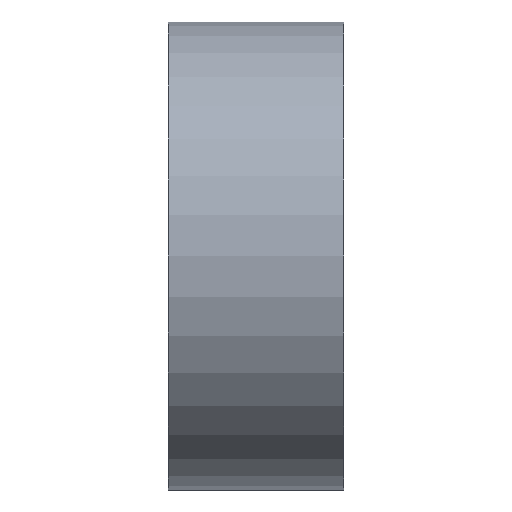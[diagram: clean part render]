
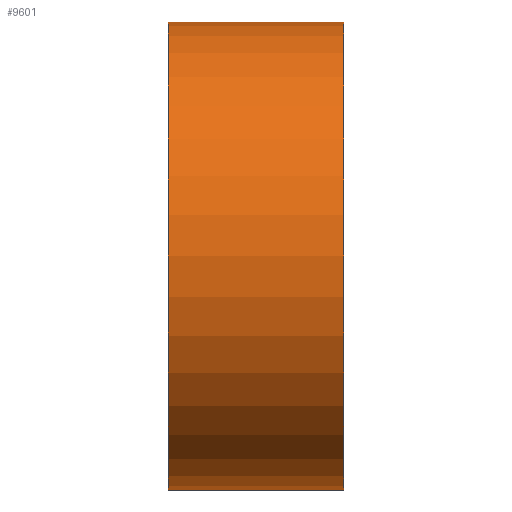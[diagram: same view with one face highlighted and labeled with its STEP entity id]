
A CAD part, left-side view. The second image highlights one B-rep face of the part: STEP entity #9601.
In plain terms, the highlighted cylindrical face has radius 15.975 mm (diameter 31.95 mm), a partial arc.
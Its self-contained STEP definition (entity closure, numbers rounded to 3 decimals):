
#72 = VECTOR ( 'NONE', #12536, 1000. ) ;
#142 = DIRECTION ( 'NONE',  ( 0., 1., 0. ) ) ;
#879 = VERTEX_POINT ( 'NONE', #2740 ) ;
#882 = DIRECTION ( 'NONE',  ( 0., 0., 1. ) ) ;
#1157 = VECTOR ( 'NONE', #13058, 1000. ) ;
#1850 = ORIENTED_EDGE ( 'NONE', *, *, #12392, .T. ) ;
#2045 = CARTESIAN_POINT ( 'NONE',  ( 0., 6., -15.975 ) ) ;
#2545 = LINE ( 'NONE', #2045, #72 ) ;
#2715 = VERTEX_POINT ( 'NONE', #11356 ) ;
#2740 = CARTESIAN_POINT ( 'NONE',  ( 0., 6., -15.975 ) ) ;
#4801 = ORIENTED_EDGE ( 'NONE', *, *, #21916, .F. ) ;
#4825 = EDGE_CURVE ( 'NONE', #879, #20718, #2545, .T. ) ;
#5181 = AXIS2_PLACEMENT_3D ( 'NONE', #17031, #11542, #882 ) ;
#5814 = VERTEX_POINT ( 'NONE', #19995 ) ;
#6027 = AXIS2_PLACEMENT_3D ( 'NONE', #10457, #12407, #6908 ) ;
#6908 = DIRECTION ( 'NONE',  ( 0., 0., -1. ) ) ;
#8256 = ORIENTED_EDGE ( 'NONE', *, *, #4825, .T. ) ;
#8262 = CARTESIAN_POINT ( 'NONE',  ( 0., -6., -15.975 ) ) ;
#9601 = ADVANCED_FACE ( 'NONE', ( #18146 ), #15318, .T. ) ;
#10457 = CARTESIAN_POINT ( 'NONE',  ( 0., 6., 0. ) ) ;
#11199 = CIRCLE ( 'NONE', #14393, 15.975 ) ;
#11356 = CARTESIAN_POINT ( 'NONE',  ( 0., 6., 15.975 ) ) ;
#11542 = DIRECTION ( 'NONE',  ( 0., 1., 0. ) ) ;
#12392 = EDGE_CURVE ( 'NONE', #20718, #5814, #15122, .T. ) ;
#12407 = DIRECTION ( 'NONE',  ( 0., -1., 0. ) ) ;
#12536 = DIRECTION ( 'NONE',  ( 0., -1., 0. ) ) ;
#13058 = DIRECTION ( 'NONE',  ( 0., -1., 0. ) ) ;
#14393 = AXIS2_PLACEMENT_3D ( 'NONE', #21519, #142, #19475 ) ;
#14597 = EDGE_LOOP ( 'NONE', ( #4801, #21297, #8256, #1850 ) ) ;
#15122 = CIRCLE ( 'NONE', #5181, 15.975 ) ;
#15318 = CYLINDRICAL_SURFACE ( 'NONE', #6027, 15.975 ) ;
#17031 = CARTESIAN_POINT ( 'NONE',  ( 0., -6., 0. ) ) ;
#17203 = CARTESIAN_POINT ( 'NONE',  ( 0., 6., 15.975 ) ) ;
#17920 = LINE ( 'NONE', #17203, #1157 ) ;
#18146 = FACE_OUTER_BOUND ( 'NONE', #14597, .T. ) ;
#19475 = DIRECTION ( 'NONE',  ( 0., 0., 1. ) ) ;
#19995 = CARTESIAN_POINT ( 'NONE',  ( 0., -6., 15.975 ) ) ;
#20718 = VERTEX_POINT ( 'NONE', #8262 ) ;
#21297 = ORIENTED_EDGE ( 'NONE', *, *, #22186, .F. ) ;
#21519 = CARTESIAN_POINT ( 'NONE',  ( 0., 6., 0. ) ) ;
#21916 = EDGE_CURVE ( 'NONE', #2715, #5814, #17920, .T. ) ;
#22186 = EDGE_CURVE ( 'NONE', #879, #2715, #11199, .T. ) ;
